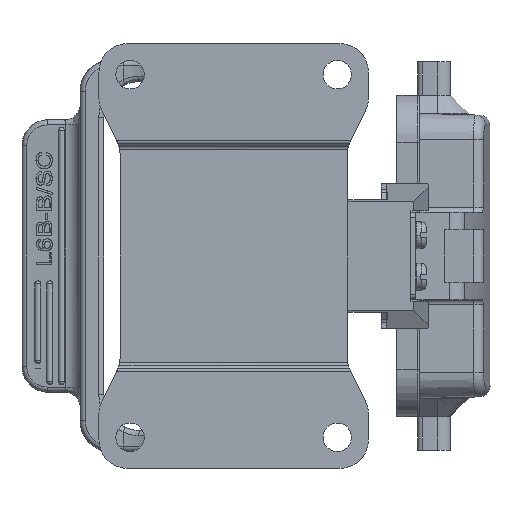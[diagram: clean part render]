
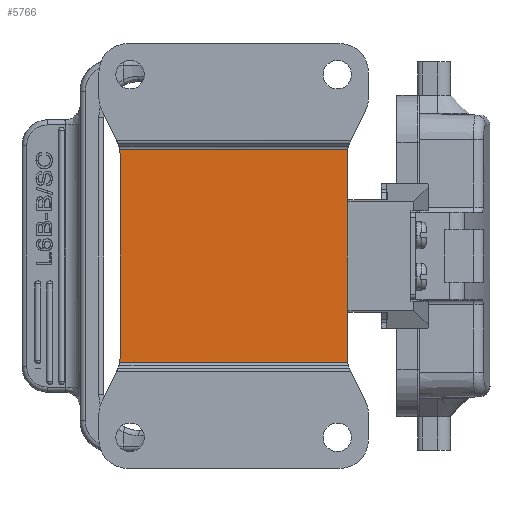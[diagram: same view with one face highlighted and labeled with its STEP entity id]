
A CAD part, front view. The second image highlights one B-rep face of the part: STEP entity #5766.
In plain terms, the highlighted planar face has unit normal (0, -1, 0).
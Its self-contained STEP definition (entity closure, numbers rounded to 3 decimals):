
#1844=B_SPLINE_CURVE_WITH_KNOTS('',3,(#77670,#77671,#77672,#77673),
 .UNSPECIFIED.,.F.,.F.,(4,4),(0.,1.),.UNSPECIFIED.);
#2019=B_SPLINE_CURVE_WITH_KNOTS('',3,(#81761,#81762,#81763,#81764),
 .UNSPECIFIED.,.F.,.F.,(4,4),(0.,1.),.UNSPECIFIED.);
#2034=B_SPLINE_CURVE_WITH_KNOTS('',3,(#81903,#81904,#81905,#81906),
 .UNSPECIFIED.,.F.,.F.,(4,4),(0.,1.),.UNSPECIFIED.);
#2064=B_SPLINE_CURVE_WITH_KNOTS('',3,(#82200,#82201,#82202,#82203),
 .UNSPECIFIED.,.F.,.F.,(4,4),(0.,1.),.UNSPECIFIED.);
#3629=PLANE('',#37686);
#5766=ADVANCED_FACE('',(#8470),#3629,.F.);
#8470=FACE_OUTER_BOUND('',#10512,.T.);
#10512=EDGE_LOOP('',(#21036,#21037,#21038,#21039,#21040,#21041,#21042,#21043));
#21036=ORIENTED_EDGE('',*,*,#29224,.F.);
#21037=ORIENTED_EDGE('',*,*,#30053,.F.);
#21038=ORIENTED_EDGE('',*,*,#30051,.T.);
#21039=ORIENTED_EDGE('',*,*,#30076,.T.);
#21040=ORIENTED_EDGE('',*,*,#29970,.F.);
#21041=ORIENTED_EDGE('',*,*,#29964,.F.);
#21042=ORIENTED_EDGE('',*,*,#29948,.T.);
#21043=ORIENTED_EDGE('',*,*,#30075,.T.);
#24611=VERTEX_POINT('',#77669);
#24612=VERTEX_POINT('',#77674);
#25092=VERTEX_POINT('',#81760);
#25093=VERTEX_POINT('',#81765);
#25105=VERTEX_POINT('',#81869);
#25108=VERTEX_POINT('',#81907);
#25149=VERTEX_POINT('',#82199);
#25150=VERTEX_POINT('',#82204);
#29224=EDGE_CURVE('',#24611,#24612,#1844,.T.);
#29948=EDGE_CURVE('',#25093,#25092,#2019,.T.);
#29964=EDGE_CURVE('',#25093,#25105,#32507,.T.);
#29970=EDGE_CURVE('',#25105,#25108,#2034,.T.);
#30051=EDGE_CURVE('',#25150,#25149,#2064,.T.);
#30053=EDGE_CURVE('',#25150,#24611,#32535,.T.);
#30075=EDGE_CURVE('',#25092,#24612,#32544,.T.);
#30076=EDGE_CURVE('',#25149,#25108,#32545,.T.);
#32507=LINE('',#81868,#34773);
#32535=LINE('',#82207,#34801);
#32544=LINE('',#82338,#34810);
#32545=LINE('',#82340,#34811);
#34773=VECTOR('',#45289,1.);
#34801=VECTOR('',#45451,1.);
#34810=VECTOR('',#45488,1.);
#34811=VECTOR('',#45491,1.);
#37686=AXIS2_PLACEMENT_3D('',#82341,#45492,#45493);
#45289=DIRECTION('',(0.,0.,-1.));
#45451=DIRECTION('',(0.,0.,1.));
#45488=DIRECTION('',(-1.,0.,0.));
#45491=DIRECTION('',(1.,0.,0.));
#45492=DIRECTION('',(0.,1.,0.));
#45493=DIRECTION('',(0.,0.,1.));
#77669=CARTESIAN_POINT('',(-21.941,-25.75,19.749));
#77670=CARTESIAN_POINT('',(-21.941,-25.75,19.749));
#77671=CARTESIAN_POINT('',(-21.941,-25.75,20.025));
#77672=CARTESIAN_POINT('',(-21.964,-25.75,20.3));
#77673=CARTESIAN_POINT('',(-22.009,-25.75,20.572));
#77674=CARTESIAN_POINT('',(-22.009,-25.75,20.572));
#81760=CARTESIAN_POINT('',(22.009,-25.75,20.572));
#81761=CARTESIAN_POINT('',(21.941,-25.75,19.749));
#81762=CARTESIAN_POINT('',(21.941,-25.75,20.025));
#81763=CARTESIAN_POINT('',(21.963,-25.75,20.3));
#81764=CARTESIAN_POINT('',(22.009,-25.75,20.572));
#81765=CARTESIAN_POINT('',(21.941,-25.75,19.749));
#81868=CARTESIAN_POINT('',(21.941,-25.75,19.749));
#81869=CARTESIAN_POINT('',(21.941,-25.75,-19.749));
#81903=CARTESIAN_POINT('',(21.941,-25.75,-19.749));
#81904=CARTESIAN_POINT('',(21.941,-25.75,-20.025));
#81905=CARTESIAN_POINT('',(21.964,-25.75,-20.3));
#81906=CARTESIAN_POINT('',(22.009,-25.75,-20.572));
#81907=CARTESIAN_POINT('',(22.009,-25.75,-20.572));
#82199=CARTESIAN_POINT('',(-22.009,-25.75,-20.572));
#82200=CARTESIAN_POINT('',(-21.941,-25.75,-19.749));
#82201=CARTESIAN_POINT('',(-21.941,-25.75,-20.025));
#82202=CARTESIAN_POINT('',(-21.963,-25.75,-20.3));
#82203=CARTESIAN_POINT('',(-22.009,-25.75,-20.572));
#82204=CARTESIAN_POINT('',(-21.941,-25.75,-19.749));
#82207=CARTESIAN_POINT('',(-21.941,-25.75,-19.749));
#82338=CARTESIAN_POINT('',(22.009,-25.75,20.572));
#82340=CARTESIAN_POINT('',(-22.009,-25.75,-20.572));
#82341=CARTESIAN_POINT('',(-47.,-25.75,20.904));
